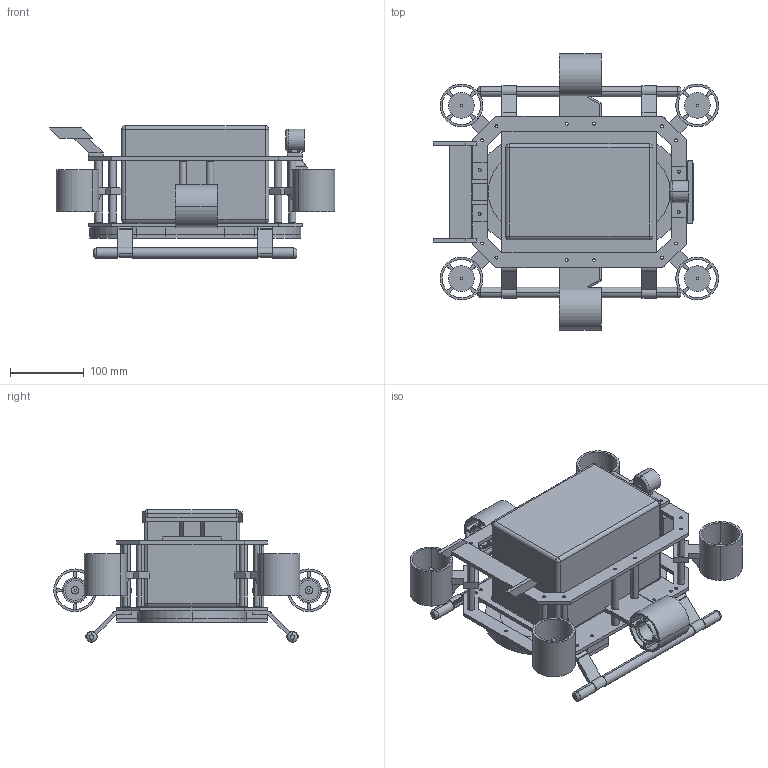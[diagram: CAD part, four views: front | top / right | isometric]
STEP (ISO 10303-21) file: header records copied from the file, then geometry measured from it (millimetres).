
FILE_DESCRIPTION (( 'STEP AP214' ), '1' );
FILE_NAME ('Khung hoàn ch?nh.STEP', '2026-02-02T16:38:34', ( '' ), ( '' ), 'SwSTEP 2.0', 'SolidWorks 2022', '' );
FILE_SCHEMA (( 'AUTOMOTIVE_DESIGN' ));
Length unit declared in the file: millimetre
Products named in the file (19): K璯h sau camera3; Gﾁ d鈩; Khung ho跣 ch?nh; Tru?t Ch滱 d?; Tr?; H?p di?n; Ch滱 d?; Tr? ngang 2; K璯h camera2; Duoi2; 1; 2; Gi? chì; N?p ch?p chì; Chì; Camera3; ﾐ? 2; Tr?c d?ng co 2 ngang; ﾐ? 1
Assembly tree (47 placements, depth 2):
  Khung ho跣 ch?nh
    ﾐ? 1
    Tr?  x16
    ﾐ? 2
    2  x2
    Tr?c d?ng co 2 ngang  x4
    Tr? ngang 2  x4
    Duoi2
    Ch滱 d?  x4
    Tru?t Ch滱 d?  x2
    1  x4
    Gﾁ d鈩
    Gi? chì
    Chì
    N?p ch?p chì
    Camera3
    K璯h sau camera3
    K璯h camera2
    H?p di?n
Bounding box: 386.93 x 375.31 x 180.04 mm (x, y, z)
Volume: 5054639.4 mm3; surface area: 837281.4 mm2
Topology: 79 solids, 83 shells, 1038 faces, 2457 edges, 1612 vertices
Faces by surface type: cylinder 485, plane 475, bspline 60, torus 10, sphere 8
Entity records: 17618 total; most frequent: CARTESIAN_POINT 3002, DIRECTION 2946, ORIENTED_EDGE 2676, EDGE_CURVE 1338, AXIS2_PLACEMENT_3D 1082, VERTEX_POINT 874, LINE 782, VECTOR 782
